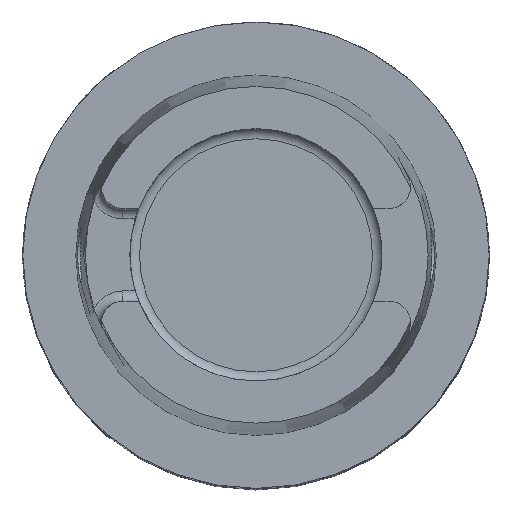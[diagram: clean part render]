
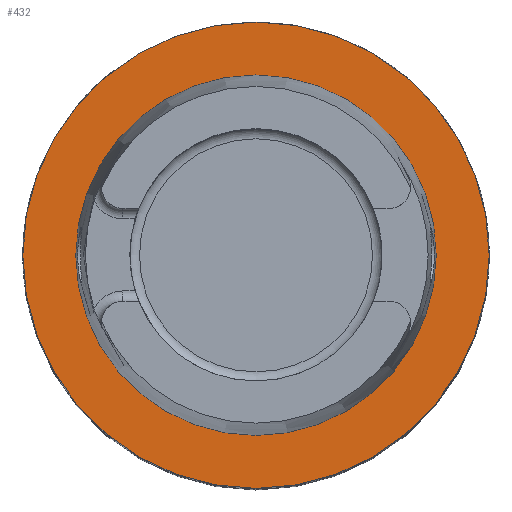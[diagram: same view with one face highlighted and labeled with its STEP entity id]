
A CAD part, top view. The second image highlights one B-rep face of the part: STEP entity #432.
In plain terms, the highlighted planar face has unit normal (0, 0, 1).
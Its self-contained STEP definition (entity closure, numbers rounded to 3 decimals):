
#306=PLANE('',#1535);
#432=ADVANCED_FACE('',(#503,#504),#306,.F.);
#503=FACE_BOUND('',#580,.T.);
#504=FACE_BOUND('',#581,.T.);
#580=EDGE_LOOP('',(#827));
#581=EDGE_LOOP('',(#828));
#827=ORIENTED_EDGE('',*,*,#1304,.F.);
#828=ORIENTED_EDGE('',*,*,#1305,.T.);
#1139=VERTEX_POINT('',#2712);
#1140=VERTEX_POINT('',#2714);
#1304=EDGE_CURVE('',#1139,#1139,#1394,.T.);
#1305=EDGE_CURVE('',#1140,#1140,#1395,.T.);
#1394=CIRCLE('',#1533,31.47);
#1395=CIRCLE('',#1534,24.321);
#1533=AXIS2_PLACEMENT_3D('',#2711,#1858,#1859);
#1534=AXIS2_PLACEMENT_3D('',#2713,#1860,#1861);
#1535=AXIS2_PLACEMENT_3D('',#2715,#1862,#1863);
#1858=DIRECTION('',(0.,0.,-1.));
#1859=DIRECTION('',(1.,0.,0.));
#1860=DIRECTION('',(0.,0.,-1.));
#1861=DIRECTION('',(1.,0.,0.));
#1862=DIRECTION('',(0.,0.,-1.));
#1863=DIRECTION('',(1.,0.,0.));
#2711=CARTESIAN_POINT('',(0.,0.,0.));
#2712=CARTESIAN_POINT('',(31.47,0.,0.));
#2713=CARTESIAN_POINT('',(0.,0.,0.));
#2714=CARTESIAN_POINT('',(24.321,0.,0.));
#2715=CARTESIAN_POINT('',(0.,-25.43,0.));
